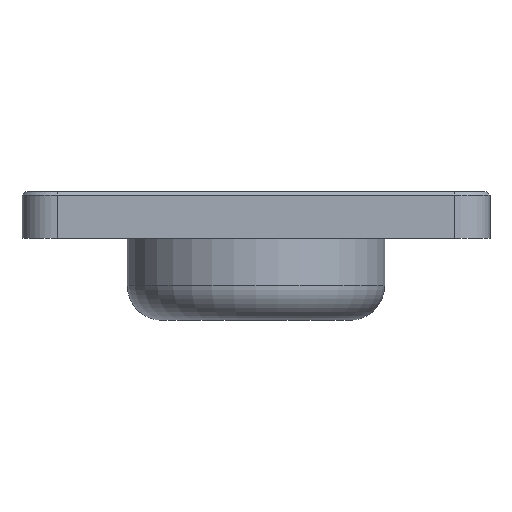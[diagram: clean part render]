
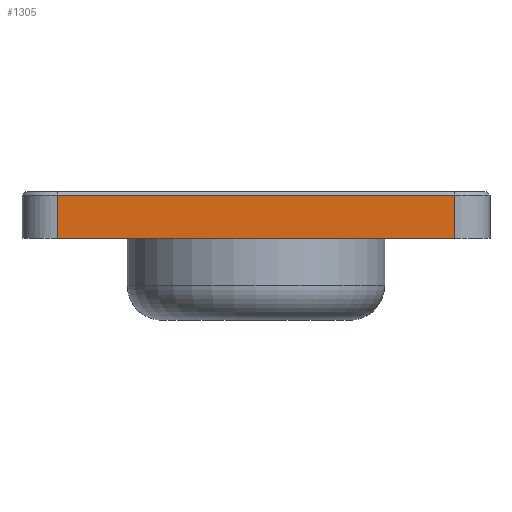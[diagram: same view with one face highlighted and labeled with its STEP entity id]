
A CAD part, front view. The second image highlights one B-rep face of the part: STEP entity #1305.
In plain terms, the highlighted planar face has unit normal (0, -1, 0).
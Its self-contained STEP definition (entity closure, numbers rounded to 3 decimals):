
#51=PLANE('',#1406);
#118=FACE_OUTER_BOUND('',#197,.T.);
#197=EDGE_LOOP('',(#951,#952,#953,#954));
#320=LINE('',#1898,#475);
#324=LINE('',#1910,#479);
#325=LINE('',#1912,#480);
#326=LINE('',#1913,#481);
#475=VECTOR('',#1532,10.);
#479=VECTOR('',#1546,10.);
#480=VECTOR('',#1547,10.);
#481=VECTOR('',#1548,10.);
#629=VERTEX_POINT('',#1889);
#631=VERTEX_POINT('',#1896);
#634=VERTEX_POINT('',#1909);
#635=VERTEX_POINT('',#1911);
#750=EDGE_CURVE('',#631,#629,#320,.T.);
#756=EDGE_CURVE('',#634,#631,#324,.T.);
#757=EDGE_CURVE('',#635,#634,#325,.T.);
#758=EDGE_CURVE('',#629,#635,#326,.T.);
#951=ORIENTED_EDGE('',*,*,#750,.F.);
#952=ORIENTED_EDGE('',*,*,#756,.F.);
#953=ORIENTED_EDGE('',*,*,#757,.F.);
#954=ORIENTED_EDGE('',*,*,#758,.F.);
#1305=ADVANCED_FACE('',(#118),#51,.T.);
#1406=AXIS2_PLACEMENT_3D('',#1908,#1544,#1545);
#1532=DIRECTION('',(1.,0.,0.));
#1544=DIRECTION('center_axis',(0.,-1.,0.));
#1545=DIRECTION('ref_axis',(1.,0.,0.));
#1546=DIRECTION('',(0.,0.,1.));
#1547=DIRECTION('',(-1.,0.,0.));
#1548=DIRECTION('',(0.,0.,-1.));
#1889=CARTESIAN_POINT('',(17.,-20.,3.7));
#1896=CARTESIAN_POINT('',(-17.,-20.,3.7));
#1898=CARTESIAN_POINT('',(-10.,-20.,3.7));
#1908=CARTESIAN_POINT('Origin',(-20.,-20.,0.));
#1909=CARTESIAN_POINT('',(-17.,-20.,0.));
#1910=CARTESIAN_POINT('',(-17.,-20.,0.));
#1911=CARTESIAN_POINT('',(17.,-20.,0.));
#1912=CARTESIAN_POINT('',(20.,-20.,0.));
#1913=CARTESIAN_POINT('',(17.,-20.,0.));
